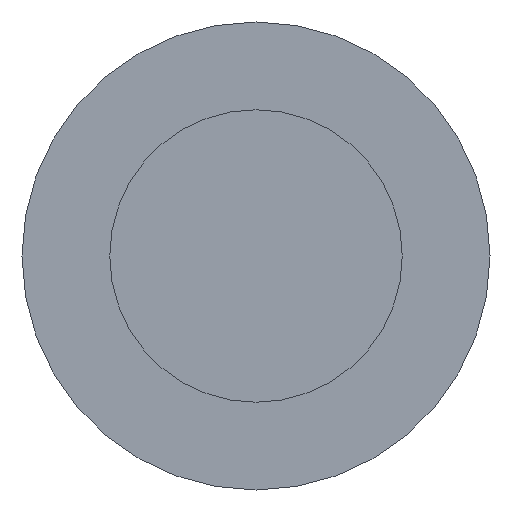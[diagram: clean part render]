
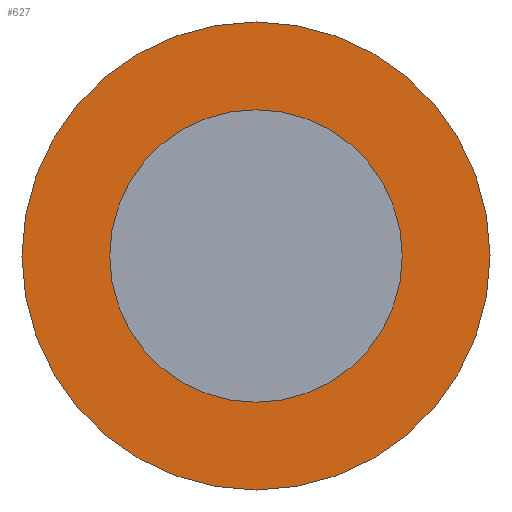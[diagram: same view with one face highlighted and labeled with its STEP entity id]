
A CAD part, front view. The second image highlights one B-rep face of the part: STEP entity #627.
In plain terms, the highlighted planar face has unit normal (0, -1, 0).
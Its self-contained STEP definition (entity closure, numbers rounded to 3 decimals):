
#5 = ORIENTED_EDGE ( 'NONE', *, *, #437, .F. ) ;
#25 = FACE_BOUND ( 'NONE', #631, .T. ) ;
#36 = DIRECTION ( 'NONE',  ( 0., 1., 0. ) ) ;
#41 = CARTESIAN_POINT ( 'NONE',  ( 0., 120., 0. ) ) ;
#45 = CIRCLE ( 'NONE', #108, 160. ) ;
#54 = DIRECTION ( 'NONE',  ( 0., 0., 1. ) ) ;
#70 = AXIS2_PLACEMENT_3D ( 'NONE', #580, #92, #696 ) ;
#71 = CIRCLE ( 'NONE', #189, 100. ) ;
#72 = EDGE_LOOP ( 'NONE', ( #159, #5 ) ) ;
#85 = CIRCLE ( 'NONE', #536, 100. ) ;
#92 = DIRECTION ( 'NONE',  ( 0., 1., 0. ) ) ;
#94 = CARTESIAN_POINT ( 'NONE',  ( 0., 120., -160. ) ) ;
#108 = AXIS2_PLACEMENT_3D ( 'NONE', #41, #594, #54 ) ;
#115 = ORIENTED_EDGE ( 'NONE', *, *, #158, .T. ) ;
#147 = VERTEX_POINT ( 'NONE', #94 ) ;
#151 = ORIENTED_EDGE ( 'NONE', *, *, #544, .T. ) ;
#155 = DIRECTION ( 'NONE',  ( 0., 0., 1. ) ) ;
#157 = CARTESIAN_POINT ( 'NONE',  ( 0., 120., 0. ) ) ;
#158 = EDGE_CURVE ( 'NONE', #286, #171, #71, .T. ) ;
#159 = ORIENTED_EDGE ( 'NONE', *, *, #615, .F. ) ;
#160 = CARTESIAN_POINT ( 'NONE',  ( 0., 120., 100. ) ) ;
#171 = VERTEX_POINT ( 'NONE', #529 ) ;
#189 = AXIS2_PLACEMENT_3D ( 'NONE', #579, #36, #193 ) ;
#193 = DIRECTION ( 'NONE',  ( 0., 0., 1. ) ) ;
#280 = VERTEX_POINT ( 'NONE', #664 ) ;
#286 = VERTEX_POINT ( 'NONE', #160 ) ;
#293 = CARTESIAN_POINT ( 'NONE',  ( 0., 120., 0. ) ) ;
#296 = AXIS2_PLACEMENT_3D ( 'NONE', #293, #562, #407 ) ;
#308 = FACE_OUTER_BOUND ( 'NONE', #72, .T. ) ;
#407 = DIRECTION ( 'NONE',  ( 0., 0., 1. ) ) ;
#434 = DIRECTION ( 'NONE',  ( 0., 1., 0. ) ) ;
#437 = EDGE_CURVE ( 'NONE', #280, #147, #565, .T. ) ;
#529 = CARTESIAN_POINT ( 'NONE',  ( 0., 120., -100. ) ) ;
#536 = AXIS2_PLACEMENT_3D ( 'NONE', #157, #434, #155 ) ;
#544 = EDGE_CURVE ( 'NONE', #171, #286, #85, .T. ) ;
#562 = DIRECTION ( 'NONE',  ( 0., 1., 0. ) ) ;
#565 = CIRCLE ( 'NONE', #296, 160. ) ;
#579 = CARTESIAN_POINT ( 'NONE',  ( 0., 120., 0. ) ) ;
#580 = CARTESIAN_POINT ( 'NONE',  ( 0., 120., 0. ) ) ;
#594 = DIRECTION ( 'NONE',  ( 0., 1., 0. ) ) ;
#615 = EDGE_CURVE ( 'NONE', #147, #280, #45, .T. ) ;
#627 = ADVANCED_FACE ( 'NONE', ( #25, #308 ), #691, .F. ) ;
#631 = EDGE_LOOP ( 'NONE', ( #151, #115 ) ) ;
#664 = CARTESIAN_POINT ( 'NONE',  ( 0., 120., 160. ) ) ;
#691 = PLANE ( 'NONE',  #70 ) ;
#696 = DIRECTION ( 'NONE',  ( 0., 0., 1. ) ) ;
